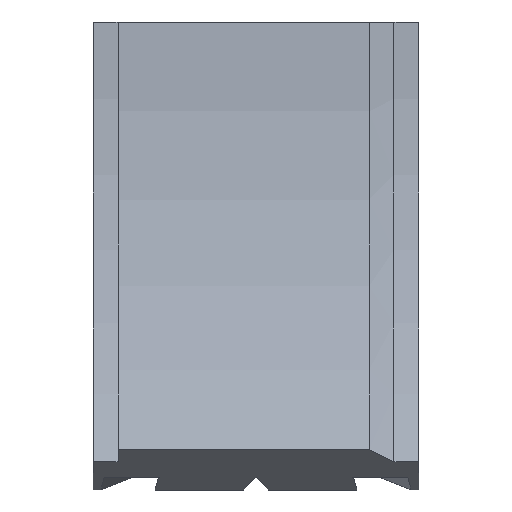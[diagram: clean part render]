
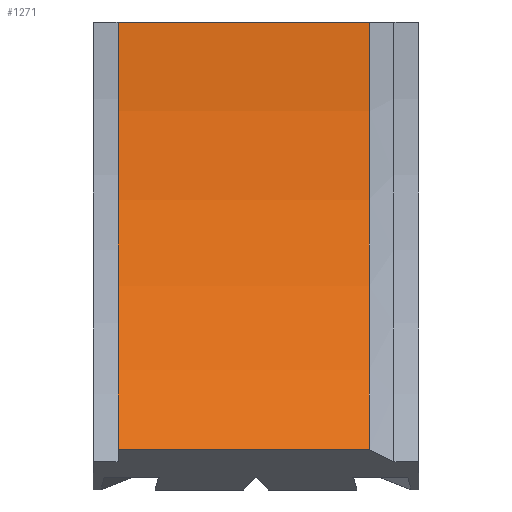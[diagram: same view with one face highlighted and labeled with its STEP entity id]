
A CAD part, front view. The second image highlights one B-rep face of the part: STEP entity #1271.
In plain terms, the highlighted cylindrical face has radius 105.05 mm (diameter 210.1 mm), a partial arc.
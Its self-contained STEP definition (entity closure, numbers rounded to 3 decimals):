
#23 = LINE ( 'NONE', #1834, #1067 ) ;
#139 = VERTEX_POINT ( 'NONE', #831 ) ;
#149 = VERTEX_POINT ( 'NONE', #210 ) ;
#170 = EDGE_CURVE ( 'NONE', #139, #149, #503, .T. ) ;
#210 = CARTESIAN_POINT ( 'NONE',  ( 13.9, 105.05, 0. ) ) ;
#216 = EDGE_CURVE ( 'NONE', #444, #139, #23, .T. ) ;
#279 = AXIS2_PLACEMENT_3D ( 'NONE', #379, #982, #555 ) ;
#317 = VERTEX_POINT ( 'NONE', #1254 ) ;
#372 = DIRECTION ( 'NONE',  ( 0., 0., -1. ) ) ;
#379 = CARTESIAN_POINT ( 'NONE',  ( -16.95, 0., 0. ) ) ;
#442 = DIRECTION ( 'NONE',  ( -1., 0., 0. ) ) ;
#444 = VERTEX_POINT ( 'NONE', #1172 ) ;
#503 = CIRCLE ( 'NONE', #1957, 105.05 ) ;
#555 = DIRECTION ( 'NONE',  ( 0., 0., -1. ) ) ;
#663 = CARTESIAN_POINT ( 'NONE',  ( 22., 0., 0. ) ) ;
#692 = CARTESIAN_POINT ( 'NONE',  ( 22., 105.05, 0. ) ) ;
#731 = LINE ( 'NONE', #692, #1744 ) ;
#831 = CARTESIAN_POINT ( 'NONE',  ( 13.9, 90.976, -52.525 ) ) ;
#938 = EDGE_CURVE ( 'NONE', #444, #317, #947, .T. ) ;
#947 = CIRCLE ( 'NONE', #279, 105.05 ) ;
#982 = DIRECTION ( 'NONE',  ( 1., 0., 0. ) ) ;
#1046 = ORIENTED_EDGE ( 'NONE', *, *, #216, .T. ) ;
#1067 = VECTOR ( 'NONE', #1223, 1000. ) ;
#1128 = FACE_OUTER_BOUND ( 'NONE', #1567, .T. ) ;
#1172 = CARTESIAN_POINT ( 'NONE',  ( -16.95, 90.976, -52.525 ) ) ;
#1223 = DIRECTION ( 'NONE',  ( 1., 0., 0. ) ) ;
#1254 = CARTESIAN_POINT ( 'NONE',  ( -16.95, 105.05, 0. ) ) ;
#1271 = ADVANCED_FACE ( 'NONE', ( #1128 ), #1414, .F. ) ;
#1281 = DIRECTION ( 'NONE',  ( 1., 0., 0. ) ) ;
#1306 = CARTESIAN_POINT ( 'NONE',  ( 13.9, 0., 0. ) ) ;
#1327 = ORIENTED_EDGE ( 'NONE', *, *, #170, .T. ) ;
#1355 = ORIENTED_EDGE ( 'NONE', *, *, #938, .F. ) ;
#1367 = AXIS2_PLACEMENT_3D ( 'NONE', #663, #1601, #1590 ) ;
#1414 = CYLINDRICAL_SURFACE ( 'NONE', #1367, 105.05 ) ;
#1525 = ORIENTED_EDGE ( 'NONE', *, *, #1684, .T. ) ;
#1567 = EDGE_LOOP ( 'NONE', ( #1355, #1046, #1327, #1525 ) ) ;
#1590 = DIRECTION ( 'NONE',  ( 0., 0., -1. ) ) ;
#1601 = DIRECTION ( 'NONE',  ( 1., 0., 0. ) ) ;
#1684 = EDGE_CURVE ( 'NONE', #149, #317, #731, .T. ) ;
#1744 = VECTOR ( 'NONE', #442, 1000. ) ;
#1834 = CARTESIAN_POINT ( 'NONE',  ( 22., 90.976, -52.525 ) ) ;
#1957 = AXIS2_PLACEMENT_3D ( 'NONE', #1306, #1281, #372 ) ;
